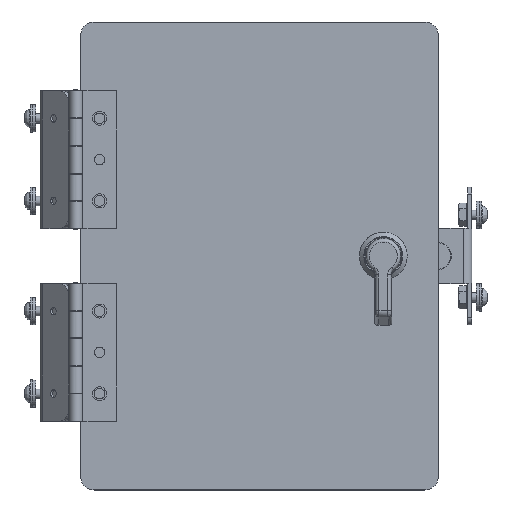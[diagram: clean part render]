
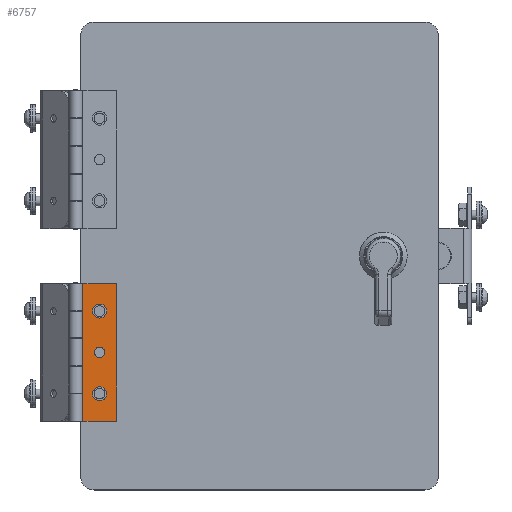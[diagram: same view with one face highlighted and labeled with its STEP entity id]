
A CAD part, top view. The second image highlights one B-rep face of the part: STEP entity #6757.
In plain terms, the highlighted planar face has unit normal (0, 0, 1).
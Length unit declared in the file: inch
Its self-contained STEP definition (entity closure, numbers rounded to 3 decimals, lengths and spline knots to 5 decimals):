
#152 = ORIENTED_EDGE ( 'NONE', *, *, #17468, .F. ) ;
#2160 = CARTESIAN_POINT ( 'NONE',  ( -3.20651, -0.99333, 0.06 ) ) ;
#2389 = LINE ( 'NONE', #16880, #37706 ) ;
#2654 = VECTOR ( 'NONE', #9390, 39.37008 ) ;
#2751 = EDGE_CURVE ( 'NONE', #21334, #23642, #38073, .T. ) ;
#3129 = EDGE_LOOP ( 'NONE', ( #14295 ) ) ;
#3392 = CARTESIAN_POINT ( 'NONE',  ( -3.20704, -1.50333, 0.06 ) ) ;
#4258 = CARTESIAN_POINT ( 'NONE',  ( -2.89901, -3., 0.06 ) ) ;
#4281 = ORIENTED_EDGE ( 'NONE', *, *, #12566, .F. ) ;
#4480 = EDGE_CURVE ( 'NONE', #19941, #13691, #30812, .T. ) ;
#5048 = DIRECTION ( 'NONE',  ( 1., 0., 0. ) ) ;
#5977 = EDGE_CURVE ( 'NONE', #29509, #14247, #40868, .T. ) ;
#6012 = CARTESIAN_POINT ( 'NONE',  ( -3.21097, -0.5, 0.06 ) ) ;
#6521 = VECTOR ( 'NONE', #19885, 39.37008 ) ;
#6757 = ADVANCED_FACE ( 'NONE', ( #27392, #16920, #13381, #20000 ), #27621, .F. ) ;
#7293 = DIRECTION ( 'NONE',  ( 1., 0., 0. ) ) ;
#7485 = VECTOR ( 'NONE', #7293, 39.37008 ) ;
#7814 = DIRECTION ( 'NONE',  ( 1., 0., 0. ) ) ;
#7896 = ORIENTED_EDGE ( 'NONE', *, *, #38855, .T. ) ;
#8591 = CARTESIAN_POINT ( 'NONE',  ( -3.20651, -1.99667, 0.06 ) ) ;
#8884 = VERTEX_POINT ( 'NONE', #29773 ) ;
#9142 = CARTESIAN_POINT ( 'NONE',  ( -2.59097, -3., 0.06 ) ) ;
#9376 = ORIENTED_EDGE ( 'NONE', *, *, #10654, .T. ) ;
#9390 = DIRECTION ( 'NONE',  ( 0., -1., 0. ) ) ;
#10204 = VECTOR ( 'NONE', #14244, 39.37008 ) ;
#10501 = DIRECTION ( 'NONE',  ( -1., 0., 0. ) ) ;
#10654 = EDGE_CURVE ( 'NONE', #11278, #11278, #37894, .T. ) ;
#10953 = VERTEX_POINT ( 'NONE', #3392 ) ;
#10962 = CARTESIAN_POINT ( 'NONE',  ( -2.90397, -1., 0.06 ) ) ;
#11268 = VECTOR ( 'NONE', #40438, 39.37008 ) ;
#11278 = VERTEX_POINT ( 'NONE', #32420 ) ;
#11324 = VERTEX_POINT ( 'NONE', #44627 ) ;
#11981 = EDGE_CURVE ( 'NONE', #37259, #29509, #13160, .T. ) ;
#12171 = ORIENTED_EDGE ( 'NONE', *, *, #5977, .F. ) ;
#12219 = DIRECTION ( 'NONE',  ( -1., 0., 0. ) ) ;
#12566 = EDGE_CURVE ( 'NONE', #11324, #27166, #46818, .T. ) ;
#12941 = CARTESIAN_POINT ( 'NONE',  ( -3.20704, -0.5, 0.06 ) ) ;
#13160 = LINE ( 'NONE', #13854, #44305 ) ;
#13381 = FACE_BOUND ( 'NONE', #3129, .T. ) ;
#13564 = LINE ( 'NONE', #2160, #44423 ) ;
#13633 = ORIENTED_EDGE ( 'NONE', *, *, #44400, .F. ) ;
#13691 = VERTEX_POINT ( 'NONE', #28044 ) ;
#13854 = CARTESIAN_POINT ( 'NONE',  ( -3.20704, -0.5, 0.06 ) ) ;
#14244 = DIRECTION ( 'NONE',  ( 0., 1., 0. ) ) ;
#14247 = VERTEX_POINT ( 'NONE', #18211 ) ;
#14271 = VECTOR ( 'NONE', #33108, 39.37008 ) ;
#14295 = ORIENTED_EDGE ( 'NONE', *, *, #20206, .T. ) ;
#14430 = LINE ( 'NONE', #22006, #7485 ) ;
#15288 = LINE ( 'NONE', #44291, #14271 ) ;
#15396 = CARTESIAN_POINT ( 'NONE',  ( -3.20597, -2.50667, 0.06 ) ) ;
#15461 = EDGE_LOOP ( 'NONE', ( #7896 ) ) ;
#15704 = CARTESIAN_POINT ( 'NONE',  ( -3.20704, -0.5, 0.06 ) ) ;
#16168 = DIRECTION ( 'NONE',  ( 0., 1., 0. ) ) ;
#16314 = VERTEX_POINT ( 'NONE', #15396 ) ;
#16331 = CARTESIAN_POINT ( 'NONE',  ( -3.20597, -1.24833, 0.06 ) ) ;
#16879 = DIRECTION ( 'NONE',  ( 1., 0., 0. ) ) ;
#16880 = CARTESIAN_POINT ( 'NONE',  ( -3.20597, -2.25167, 0.06 ) ) ;
#16888 = CARTESIAN_POINT ( 'NONE',  ( -3.20704, -2.50667, 0.06 ) ) ;
#16920 = FACE_BOUND ( 'NONE', #22630, .T. ) ;
#17468 = EDGE_CURVE ( 'NONE', #21334, #10953, #19023, .T. ) ;
#18028 = CARTESIAN_POINT ( 'NONE',  ( -3.20704, -0.5, 0.06 ) ) ;
#18211 = CARTESIAN_POINT ( 'NONE',  ( -2.59097, -0.5, 0.06 ) ) ;
#19005 = EDGE_CURVE ( 'NONE', #11324, #24327, #40400, .T. ) ;
#19023 = LINE ( 'NONE', #15704, #11268 ) ;
#19885 = DIRECTION ( 'NONE',  ( 1., 0., 0. ) ) ;
#19941 = VERTEX_POINT ( 'NONE', #40495 ) ;
#20000 = FACE_BOUND ( 'NONE', #15461, .T. ) ;
#20206 = EDGE_CURVE ( 'NONE', #8884, #8884, #38697, .T. ) ;
#21334 = VERTEX_POINT ( 'NONE', #44026 ) ;
#21571 = ORIENTED_EDGE ( 'NONE', *, *, #40066, .F. ) ;
#22006 = CARTESIAN_POINT ( 'NONE',  ( -3.20651, -1.50333, 0.06 ) ) ;
#22630 = EDGE_LOOP ( 'NONE', ( #9376 ) ) ;
#23642 = VERTEX_POINT ( 'NONE', #40191 ) ;
#24327 = VERTEX_POINT ( 'NONE', #9142 ) ;
#24369 = ORIENTED_EDGE ( 'NONE', *, *, #46824, .T. ) ;
#24602 = VECTOR ( 'NONE', #5048, 39.37008 ) ;
#25036 = DIRECTION ( 'NONE',  ( 0., 1., 0. ) ) ;
#25047 = VECTOR ( 'NONE', #7814, 39.37008 ) ;
#25989 = DIRECTION ( 'NONE',  ( 1., 0., 0. ) ) ;
#26991 = ORIENTED_EDGE ( 'NONE', *, *, #19005, .T. ) ;
#27166 = VERTEX_POINT ( 'NONE', #16888 ) ;
#27392 = FACE_OUTER_BOUND ( 'NONE', #43995, .T. ) ;
#27621 = PLANE ( 'NONE',  #39233 ) ;
#28044 = CARTESIAN_POINT ( 'NONE',  ( -3.20597, -0.99333, 0.06 ) ) ;
#29509 = VERTEX_POINT ( 'NONE', #12941 ) ;
#29773 = CARTESIAN_POINT ( 'NONE',  ( -3.00047, -1., 0.06 ) ) ;
#30126 = CARTESIAN_POINT ( 'NONE',  ( -2.89901, -0.5, 0.06 ) ) ;
#30266 = DIRECTION ( 'NONE',  ( 0., 0., -1. ) ) ;
#30812 = LINE ( 'NONE', #16331, #46624 ) ;
#31405 = DIRECTION ( 'NONE',  ( -1., 0., 0. ) ) ;
#32067 = CARTESIAN_POINT ( 'NONE',  ( -2.80997, -1.75, 0.06 ) ) ;
#32420 = CARTESIAN_POINT ( 'NONE',  ( -3.00047, -2.5, 0.06 ) ) ;
#33108 = DIRECTION ( 'NONE',  ( 1., 0., 0. ) ) ;
#34114 = ORIENTED_EDGE ( 'NONE', *, *, #43558, .F. ) ;
#34300 = CARTESIAN_POINT ( 'NONE',  ( -2.90397, -2.5, 0.06 ) ) ;
#34585 = CARTESIAN_POINT ( 'NONE',  ( -2.59097, -1.75, 0.06 ) ) ;
#36449 = DIRECTION ( 'NONE',  ( 0., 0., -1. ) ) ;
#36918 = CARTESIAN_POINT ( 'NONE',  ( -2.90397, -1.75, 0.06 ) ) ;
#37259 = VERTEX_POINT ( 'NONE', #40795 ) ;
#37706 = VECTOR ( 'NONE', #16168, 39.37008 ) ;
#37894 = CIRCLE ( 'NONE', #43981, 0.0965 ) ;
#38073 = LINE ( 'NONE', #8591, #24602 ) ;
#38565 = EDGE_CURVE ( 'NONE', #14247, #24327, #42452, .T. ) ;
#38697 = CIRCLE ( 'NONE', #46296, 0.0965 ) ;
#38855 = EDGE_CURVE ( 'NONE', #43048, #43048, #46741, .T. ) ;
#39233 = AXIS2_PLACEMENT_3D ( 'NONE', #6012, #45713, #31405 ) ;
#39766 = ORIENTED_EDGE ( 'NONE', *, *, #11981, .F. ) ;
#40066 = EDGE_CURVE ( 'NONE', #16314, #23642, #2389, .T. ) ;
#40191 = CARTESIAN_POINT ( 'NONE',  ( -3.20597, -1.99667, 0.06 ) ) ;
#40400 = LINE ( 'NONE', #4258, #25047 ) ;
#40438 = DIRECTION ( 'NONE',  ( 0., 1., 0. ) ) ;
#40495 = CARTESIAN_POINT ( 'NONE',  ( -3.20597, -1.50333, 0.06 ) ) ;
#40795 = CARTESIAN_POINT ( 'NONE',  ( -3.20704, -0.99333, 0.06 ) ) ;
#40868 = LINE ( 'NONE', #30126, #6521 ) ;
#42128 = ORIENTED_EDGE ( 'NONE', *, *, #38565, .F. ) ;
#42211 = AXIS2_PLACEMENT_3D ( 'NONE', #36918, #36449, #25989 ) ;
#42452 = LINE ( 'NONE', #34585, #2654 ) ;
#43048 = VERTEX_POINT ( 'NONE', #32067 ) ;
#43081 = DIRECTION ( 'NONE',  ( 0., 0., -1. ) ) ;
#43414 = ORIENTED_EDGE ( 'NONE', *, *, #2751, .T. ) ;
#43558 = EDGE_CURVE ( 'NONE', #27166, #16314, #15288, .T. ) ;
#43943 = ORIENTED_EDGE ( 'NONE', *, *, #4480, .F. ) ;
#43981 = AXIS2_PLACEMENT_3D ( 'NONE', #34300, #30266, #12219 ) ;
#43995 = EDGE_LOOP ( 'NONE', ( #42128, #12171, #39766, #24369, #43943, #13633, #152, #43414, #21571, #34114, #4281, #26991 ) ) ;
#44026 = CARTESIAN_POINT ( 'NONE',  ( -3.20704, -1.99667, 0.06 ) ) ;
#44291 = CARTESIAN_POINT ( 'NONE',  ( -3.20651, -2.50667, 0.06 ) ) ;
#44305 = VECTOR ( 'NONE', #25036, 39.37008 ) ;
#44400 = EDGE_CURVE ( 'NONE', #10953, #19941, #14430, .T. ) ;
#44423 = VECTOR ( 'NONE', #16879, 39.37008 ) ;
#44627 = CARTESIAN_POINT ( 'NONE',  ( -3.20704, -3., 0.06 ) ) ;
#45351 = DIRECTION ( 'NONE',  ( 0., 1., 0. ) ) ;
#45713 = DIRECTION ( 'NONE',  ( 0., 0., -1. ) ) ;
#46296 = AXIS2_PLACEMENT_3D ( 'NONE', #10962, #43081, #10501 ) ;
#46624 = VECTOR ( 'NONE', #45351, 39.37008 ) ;
#46741 = CIRCLE ( 'NONE', #42211, 0.094 ) ;
#46818 = LINE ( 'NONE', #18028, #10204 ) ;
#46824 = EDGE_CURVE ( 'NONE', #37259, #13691, #13564, .T. ) ;
